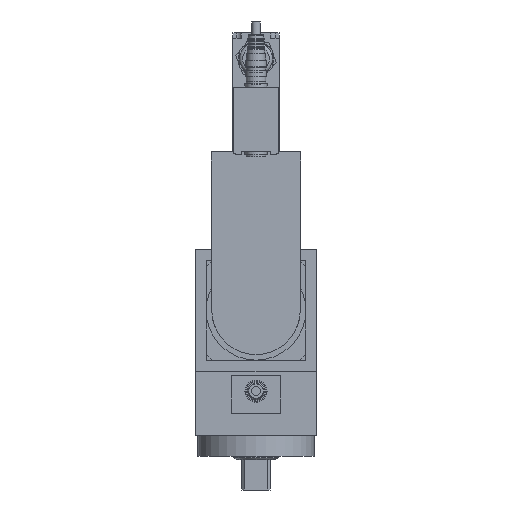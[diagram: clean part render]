
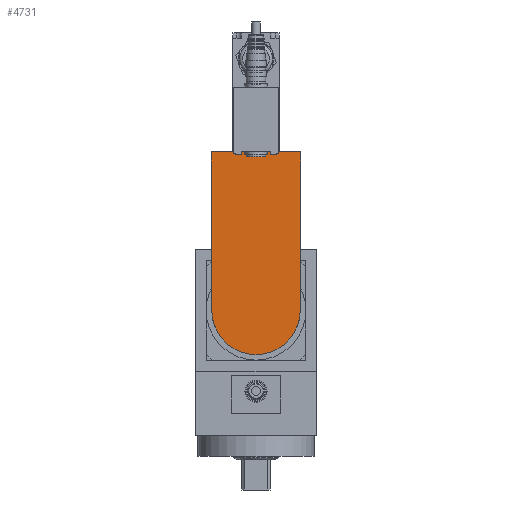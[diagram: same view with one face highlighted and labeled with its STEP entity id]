
A CAD part, front view. The second image highlights one B-rep face of the part: STEP entity #4731.
In plain terms, the highlighted face is planar.
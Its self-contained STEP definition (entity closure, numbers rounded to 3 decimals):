
#4526=CARTESIAN_POINT('',(-40.25,-28.25,49.));
#4527=VERTEX_POINT('',#4526);
#4528=CARTESIAN_POINT('',(-40.25,-171.25,49.));
#4529=VERTEX_POINT('',#4528);
#4530=CARTESIAN_POINT('',(-40.25,-28.25,49.));
#4531=DIRECTION('',(0.0,-1.0,0.0));
#4532=VECTOR('',#4531,143.0);
#4533=LINE('',#4530,#4532);
#4534=EDGE_CURVE('',#4527,#4529,#4533,.T.);
#4557=CARTESIAN_POINT('',(-40.249,-171.25,49.));
#4558=VERTEX_POINT('',#4557);
#4559=CARTESIAN_POINT('',(-40.25,-171.25,49.));
#4560=DIRECTION('',(1.0,0.0,0.0));
#4561=VECTOR('',#4560,0.001);
#4562=LINE('',#4559,#4561);
#4563=EDGE_CURVE('',#4529,#4558,#4562,.T.);
#4581=CARTESIAN_POINT('',(-39.999,-171.498,49.));
#4582=VERTEX_POINT('',#4581);
#4583=CARTESIAN_POINT('',(-40.249,-171.5,49.));
#4584=DIRECTION('',(0.0,0.0,-1.0));
#4585=DIRECTION('',(0.0,1.0,0.0));
#4586=AXIS2_PLACEMENT_3D('',#4583,#4584,#4585);
#4587=CIRCLE('',#4586,0.25);
#4588=EDGE_CURVE('',#4558,#4582,#4587,.T.);
#4606=CARTESIAN_POINT('',(39.999,-171.498,49.));
#4607=VERTEX_POINT('',#4606);
#4608=CARTESIAN_POINT('',(0.,-171.25,49.));
#4609=DIRECTION('',(0.,0.,1.));
#4610=DIRECTION('',(-1.,0.006,0.));
#4611=AXIS2_PLACEMENT_3D('',#4608,#4609,#4610);
#4612=CIRCLE('',#4611,40.);
#4613=EDGE_CURVE('',#4582,#4607,#4612,.T.);
#4631=CARTESIAN_POINT('',(40.249,-171.25,49.));
#4632=VERTEX_POINT('',#4631);
#4633=CARTESIAN_POINT('',(40.249,-171.5,49.));
#4634=DIRECTION('',(0.,0.,-1.0));
#4635=DIRECTION('',(-1.,0.006,0.));
#4636=AXIS2_PLACEMENT_3D('',#4633,#4634,#4635);
#4637=CIRCLE('',#4636,0.25);
#4638=EDGE_CURVE('',#4607,#4632,#4637,.T.);
#4656=CARTESIAN_POINT('',(40.25,-171.25,49.));
#4657=VERTEX_POINT('',#4656);
#4658=CARTESIAN_POINT('',(40.249,-171.25,49.));
#4659=DIRECTION('',(1.0,0.0,0.0));
#4660=VECTOR('',#4659,0.001);
#4661=LINE('',#4658,#4660);
#4662=EDGE_CURVE('',#4632,#4657,#4661,.T.);
#4680=CARTESIAN_POINT('',(40.25,-28.25,49.));
#4681=VERTEX_POINT('',#4680);
#4682=CARTESIAN_POINT('',(40.25,-171.25,49.));
#4683=DIRECTION('',(0.0,1.0,0.0));
#4684=VECTOR('',#4683,143.0);
#4685=LINE('',#4682,#4684);
#4686=EDGE_CURVE('',#4657,#4681,#4685,.T.);
#4704=CARTESIAN_POINT('',(40.25,-28.25,49.));
#4705=DIRECTION('',(-1.0,0.0,0.0));
#4706=VECTOR('',#4705,80.5);
#4707=LINE('',#4704,#4706);
#4708=EDGE_CURVE('',#4681,#4527,#4707,.T.);
#4716=CARTESIAN_POINT('',(0.,-112.214,49.));
#4717=DIRECTION('',(0.0,0.0,1.0));
#4718=DIRECTION('',(1.0,0.0,0.0));
#4719=AXIS2_PLACEMENT_3D('',#4716,#4717,#4718);
#4720=PLANE('',#4719);
#4721=ORIENTED_EDGE('',*,*,#4534,.F.);
#4722=ORIENTED_EDGE('',*,*,#4708,.F.);
#4723=ORIENTED_EDGE('',*,*,#4686,.F.);
#4724=ORIENTED_EDGE('',*,*,#4662,.F.);
#4725=ORIENTED_EDGE('',*,*,#4638,.F.);
#4726=ORIENTED_EDGE('',*,*,#4613,.F.);
#4727=ORIENTED_EDGE('',*,*,#4588,.F.);
#4728=ORIENTED_EDGE('',*,*,#4563,.F.);
#4729=EDGE_LOOP('',(#4721,#4722,#4723,#4724,#4725,#4726,#4727,#4728));
#4730=FACE_OUTER_BOUND('',#4729,.T.);
#4731=ADVANCED_FACE('',(#4730),#4720,.F.);
